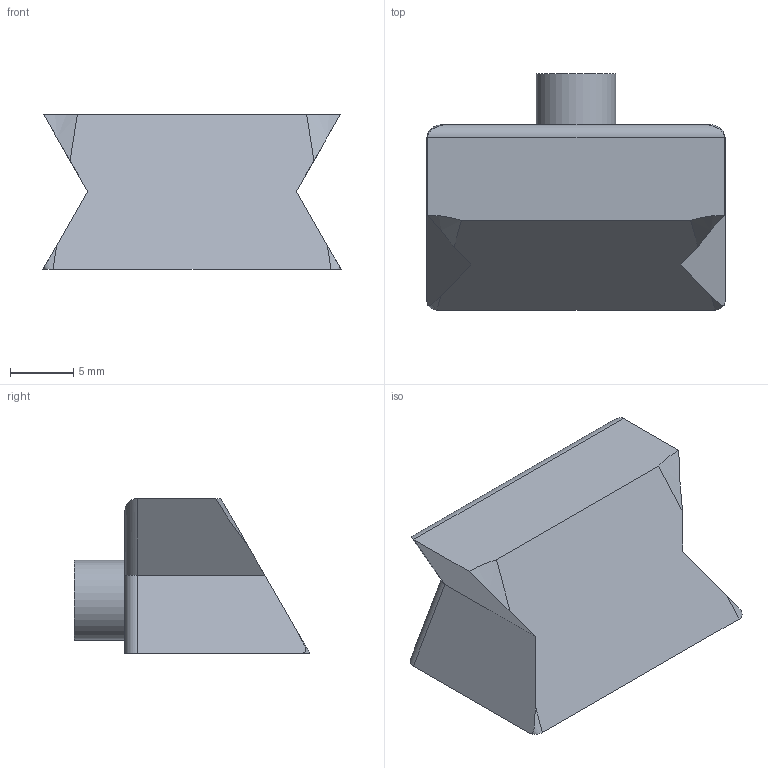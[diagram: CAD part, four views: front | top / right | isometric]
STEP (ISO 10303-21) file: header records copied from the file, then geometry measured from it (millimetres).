
FILE_DESCRIPTION(('FreeCAD Model'),'2;1');
FILE_NAME('Open CASCADE Shape Model','2025-05-07T22:08:13',('Author'),( ''),'Open CASCADE STEP processor 7.8','FreeCAD','Unknown');
FILE_SCHEMA(('AUTOMOTIVE_DESIGN { 1 0 10303 214 1 1 1 1 }'));
Length unit declared in the file: millimetre
Products named in the file (1): tongue
Bounding box: 23.49 x 18.6 x 12.2 mm (x, y, z)
Volume: 2808.3 mm3; surface area: 1407.5 mm2
Topology: 1 solids, 1 shells, 19 faces, 44 edges, 28 vertices
Faces by surface type: plane 8, cylinder 6, bspline 5
Full cylindrical faces by diameter (mm): 6.3 x1
Entity records: 825 total; most frequent: CARTESIAN_POINT 404, ORIENTED_EDGE 88, DIRECTION 69, EDGE_CURVE 44, VERTEX_POINT 28, AXIS2_PLACEMENT_3D 25, FACE_BOUND 20, EDGE_LOOP 20
